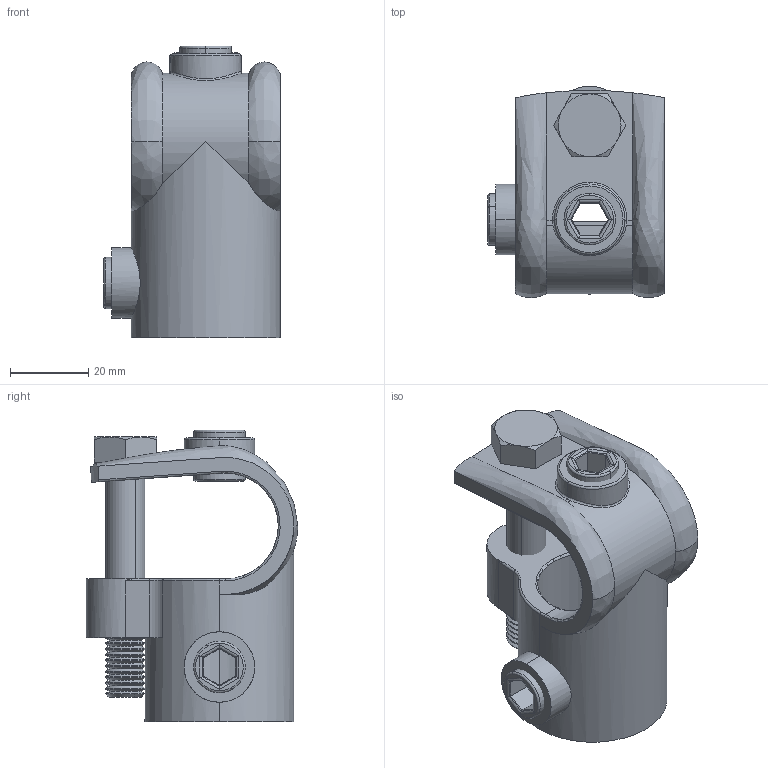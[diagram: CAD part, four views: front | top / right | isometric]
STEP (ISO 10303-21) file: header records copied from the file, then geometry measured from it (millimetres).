
FILE_DESCRIPTION (( 'STEP AP203' ), '1' );
FILE_NAME ('135-A27.STEP', '2017-06-28T06:23:15', ( '' ), ( '' ), 'SwSTEP 2.0', 'SolidWorks 2015', '' );
FILE_SCHEMA (( 'CONFIG_CONTROL_DESIGN' ));
Length unit declared in the file: millimetre
Products named in the file (4): hex bolt gradeb_din_ISO 4015 - M10 x 60 x 26-S; 135-A27; 135-C42 Teil1_135-A27 Teil1; 135-A27 Teil2
Assembly tree (4 placements, depth 2):
  135-A27
    135-C42 Teil1_135-A27 Teil1
    135-A27 Teil2  x2
    hex bolt gradeb_din_ISO 4015 - M10 x 60 x 26-S
Bounding box: 45 x 54 x 74.46 mm (x, y, z)
Volume: 43274.6 mm3; surface area: 22698.8 mm2
Topology: 4 solids, 4 shells, 271 faces, 689 edges, 420 vertices
Faces by surface type: cylinder 97, cone 80, plane 65, torus 17, bspline 12
Entity records: 8984 total; most frequent: CARTESIAN_POINT 2809, DIRECTION 1268, ORIENTED_EDGE 1218, EDGE_CURVE 609, AXIS2_PLACEMENT_3D 515, VERTEX_POINT 376, CIRCLE 287, EDGE_LOOP 243
